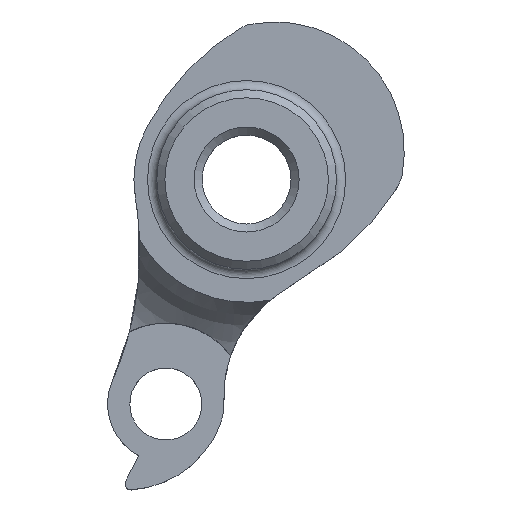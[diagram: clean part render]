
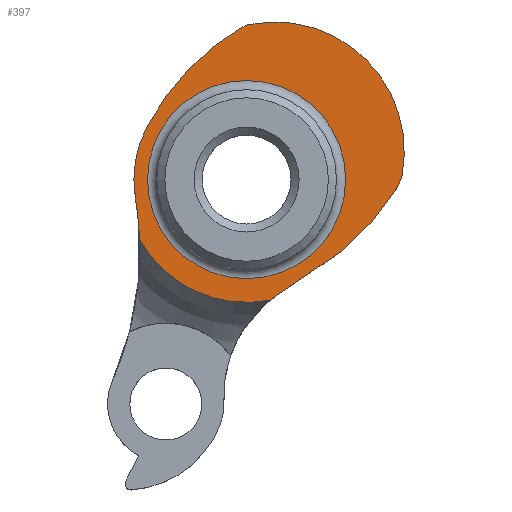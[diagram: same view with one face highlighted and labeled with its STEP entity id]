
A CAD part, top view. The second image highlights one B-rep face of the part: STEP entity #397.
In plain terms, the highlighted planar face has unit normal (0, 0, 1).
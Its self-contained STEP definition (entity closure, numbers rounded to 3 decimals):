
#50 = VERTEX_POINT ( 'NONE', #416 ) ;
#51 = VERTEX_POINT ( 'NONE', #408 ) ;
#52 = VERTEX_POINT ( 'NONE', #427 ) ;
#54 = VERTEX_POINT ( 'NONE', #409 ) ;
#56 = VERTEX_POINT ( 'NONE', #414 ) ;
#110 = VERTEX_POINT ( 'NONE', #1031 ) ;
#173 = VERTEX_POINT ( 'NONE', #1021 ) ;
#174 = VERTEX_POINT ( 'NONE', #1054 ) ;
#175 = VERTEX_POINT ( 'NONE', #1043 ) ;
#178 = VERTEX_POINT ( 'NONE', #1049 ) ;
#188 = ORIENTED_EDGE ( 'NONE', *, *, #479, .T. ) ;
#189 = ORIENTED_EDGE ( 'NONE', *, *, #541, .T. ) ;
#190 = ORIENTED_EDGE ( 'NONE', *, *, #545, .T. ) ;
#191 = ORIENTED_EDGE ( 'NONE', *, *, #539, .T. ) ;
#192 = ORIENTED_EDGE ( 'NONE', *, *, #475, .T. ) ;
#193 = ORIENTED_EDGE ( 'NONE', *, *, #501, .T. ) ;
#194 = ORIENTED_EDGE ( 'NONE', *, *, #495, .T. ) ;
#195 = ORIENTED_EDGE ( 'NONE', *, *, #517, .T. ) ;
#196 = ORIENTED_EDGE ( 'NONE', *, *, #473, .T. ) ;
#197 = ORIENTED_EDGE ( 'NONE', *, *, #515, .T. ) ;
#198 = ORIENTED_EDGE ( 'NONE', *, *, #528, .T. ) ;
#229 = EDGE_LOOP ( 'NONE', ( #189, #190, #191, #192, #193, #194, #195, #196, #197, #198 ) ) ;
#236 = EDGE_LOOP ( 'NONE', ( #188 ) ) ;
#309 = FACE_OUTER_BOUND ( 'NONE', #229, .T. ) ;
#315 = FACE_BOUND ( 'NONE', #236, .T. ) ;
#329 = CIRCLE ( 'NONE', #642, 31.7 ) ;
#331 = CIRCLE ( 'NONE', #648, 31.7 ) ;
#339 = CIRCLE ( 'NONE', #1076, 12.258 ) ;
#363 = CIRCLE ( 'NONE', #698, 16. ) ;
#397 = ADVANCED_FACE ( 'NONE', ( #315, #309 ), #607, .T. ) ;
#408 = CARTESIAN_POINT ( 'NONE',  ( -0.908, 18.671, 15. ) ) ;
#409 = CARTESIAN_POINT ( 'NONE',  ( 18.671, -0.908, 15. ) ) ;
#414 = CARTESIAN_POINT ( 'NONE',  ( 19.224, 0.523, 15. ) ) ;
#416 = CARTESIAN_POINT ( 'NONE',  ( -13.251, -7.433, 15. ) ) ;
#427 = CARTESIAN_POINT ( 'NONE',  ( 3.724, -14.346, 15. ) ) ;
#473 = EDGE_CURVE ( 'NONE', #51, #175, #331, .T. ) ;
#475 = EDGE_CURVE ( 'NONE', #178, #54, #329, .T. ) ;
#479 = EDGE_CURVE ( 'NONE', #1002, #1002, #339, .T. ) ;
#495 = EDGE_CURVE ( 'NONE', #56, #110, #363, .T. ) ;
#501 = EDGE_CURVE ( 'NONE', #54, #56, #664, .T. ) ;
#515 = EDGE_CURVE ( 'NONE', #175, #173, #667, .T. ) ;
#517 = EDGE_CURVE ( 'NONE', #110, #51, #691, .T. ) ;
#528 = EDGE_CURVE ( 'NONE', #173, #50, #977, .T. ) ;
#539 = EDGE_CURVE ( 'NONE', #52, #178, #1006, .T. ) ;
#541 = EDGE_CURVE ( 'NONE', #50, #174, #985, .T. ) ;
#545 = EDGE_CURVE ( 'NONE', #174, #52, #996, .T. ) ;
#607 = PLANE ( 'NONE',  #1077 ) ;
#619 = DIRECTION ( 'NONE',  ( 0., 0., 1. ) ) ;
#622 = CARTESIAN_POINT ( 'NONE',  ( 0., 0., 15. ) ) ;
#623 = DIRECTION ( 'NONE',  ( 1., 0., 0. ) ) ;
#628 = CARTESIAN_POINT ( 'NONE',  ( 15.661, -8.354, 15. ) ) ;
#630 = DIRECTION ( 'NONE',  ( 0., 0., 1. ) ) ;
#632 = CARTESIAN_POINT ( 'NONE',  ( -8.354, 15.661, 15. ) ) ;
#633 = DIRECTION ( 'NONE',  ( 1., 0., 0. ) ) ;
#636 = DIRECTION ( 'NONE',  ( 1., 0., 0. ) ) ;
#638 = DIRECTION ( 'NONE',  ( 0., 0., 1. ) ) ;
#642 = AXIS2_PLACEMENT_3D ( 'NONE', #632, #638, #636 ) ;
#648 = AXIS2_PLACEMENT_3D ( 'NONE', #628, #630, #633 ) ;
#664 = CIRCLE ( 'NONE', #704, 4.256 ) ;
#667 = CIRCLE ( 'NONE', #713, 13.95 ) ;
#691 = CIRCLE ( 'NONE', #715, 4.256 ) ;
#698 = AXIS2_PLACEMENT_3D ( 'NONE', #765, #766, #767 ) ;
#704 = AXIS2_PLACEMENT_3D ( 'NONE', #784, #785, #786 ) ;
#713 = AXIS2_PLACEMENT_3D ( 'NONE', #820, #821, #822 ) ;
#715 = AXIS2_PLACEMENT_3D ( 'NONE', #829, #830, #831 ) ;
#723 = AXIS2_PLACEMENT_3D ( 'NONE', #859, #860, #861 ) ;
#730 = AXIS2_PLACEMENT_3D ( 'NONE', #926, #927, #928 ) ;
#732 = AXIS2_PLACEMENT_3D ( 'NONE', #946, #947, #948 ) ;
#765 = CARTESIAN_POINT ( 'NONE',  ( 3.504, 3.504, 15. ) ) ;
#766 = DIRECTION ( 'NONE',  ( 0., 0., 1. ) ) ;
#767 = DIRECTION ( 'NONE',  ( 1., 0., 0. ) ) ;
#784 = CARTESIAN_POINT ( 'NONE',  ( 15.043, 1.316, 15. ) ) ;
#785 = DIRECTION ( 'NONE',  ( 0., 0., 1. ) ) ;
#786 = DIRECTION ( 'NONE',  ( 1., 0., 0. ) ) ;
#820 = CARTESIAN_POINT ( 'NONE',  ( 0., 0., 15. ) ) ;
#821 = DIRECTION ( 'NONE',  ( 0., 0., 1. ) ) ;
#822 = DIRECTION ( 'NONE',  ( 1., 0., 0. ) ) ;
#829 = CARTESIAN_POINT ( 'NONE',  ( 1.316, 15.043, 15. ) ) ;
#830 = DIRECTION ( 'NONE',  ( 0., 0., 1. ) ) ;
#831 = DIRECTION ( 'NONE',  ( 1., 0., 0. ) ) ;
#859 = CARTESIAN_POINT ( 'NONE',  ( -53.227, -8.8, 15. ) ) ;
#860 = DIRECTION ( 'NONE',  ( 0., 0., -1. ) ) ;
#861 = DIRECTION ( 'NONE',  ( 1., 0., 0. ) ) ;
#885 = DIRECTION ( 'NONE',  ( 0.826, 0.564, 0. ) ) ;
#889 = CARTESIAN_POINT ( 'NONE',  ( 7.325, -11.89, 15. ) ) ;
#926 = CARTESIAN_POINT ( 'NONE',  ( 0., 0., 15. ) ) ;
#927 = DIRECTION ( 'NONE',  ( 0., 0., 1. ) ) ;
#928 = DIRECTION ( 'NONE',  ( -1., 0., 0. ) ) ;
#946 = CARTESIAN_POINT ( 'NONE',  ( 12.177, -26.738, 15. ) ) ;
#947 = DIRECTION ( 'NONE',  ( 0., 0., -1. ) ) ;
#948 = DIRECTION ( 'NONE',  ( 1., 0., 0. ) ) ;
#950 = CARTESIAN_POINT ( 'NONE',  ( 12.258, 0., 15. ) ) ;
#977 = CIRCLE ( 'NONE', #723, 40. ) ;
#985 = CIRCLE ( 'NONE', #730, 15.193 ) ;
#986 = VECTOR ( 'NONE', #885, 1000. ) ;
#996 = CIRCLE ( 'NONE', #732, 15. ) ;
#1002 = VERTEX_POINT ( 'NONE', #950 ) ;
#1006 = LINE ( 'NONE', #889, #986 ) ;
#1021 = CARTESIAN_POINT ( 'NONE',  ( -13.763, -2.275, 15. ) ) ;
#1031 = CARTESIAN_POINT ( 'NONE',  ( 0.523, 19.224, 15. ) ) ;
#1043 = CARTESIAN_POINT ( 'NONE',  ( -12.308, 6.566, 15. ) ) ;
#1049 = CARTESIAN_POINT ( 'NONE',  ( 7.325, -11.89, 15. ) ) ;
#1054 = CARTESIAN_POINT ( 'NONE',  ( 2.962, -14.902, 15. ) ) ;
#1066 = DIRECTION ( 'NONE',  ( 0., 0., -1. ) ) ;
#1067 = CARTESIAN_POINT ( 'NONE',  ( 0., 0., 15. ) ) ;
#1069 = DIRECTION ( 'NONE',  ( 1., 0., 0. ) ) ;
#1076 = AXIS2_PLACEMENT_3D ( 'NONE', #1067, #1066, #1069 ) ;
#1077 = AXIS2_PLACEMENT_3D ( 'NONE', #622, #619, #623 ) ;
